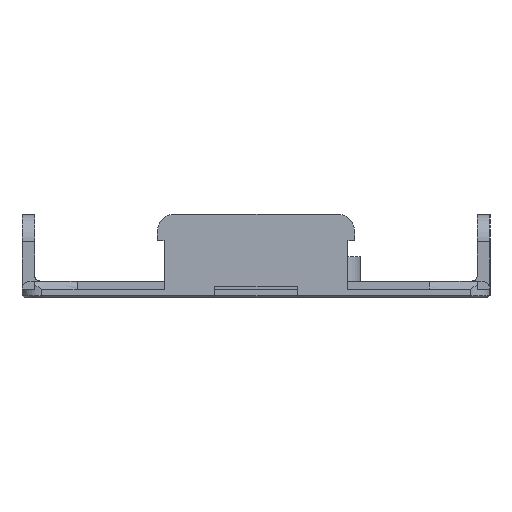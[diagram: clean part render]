
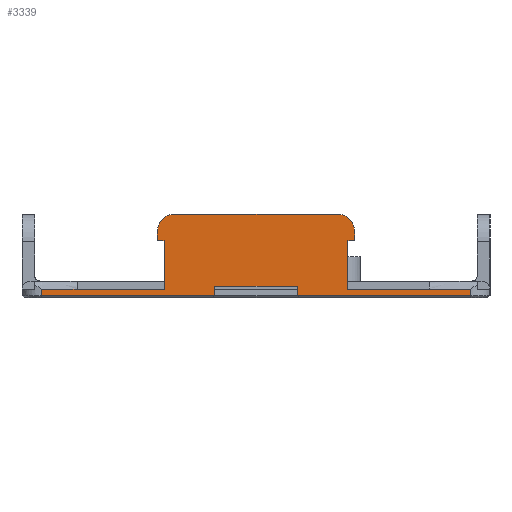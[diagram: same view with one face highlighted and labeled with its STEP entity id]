
A CAD part, left-side view. The second image highlights one B-rep face of the part: STEP entity #3339.
In plain terms, the highlighted planar face has unit normal (-1, 0, 0).
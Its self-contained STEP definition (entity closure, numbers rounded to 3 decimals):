
#95=CIRCLE('',#3530,3.);
#96=CIRCLE('',#3531,3.);
#157=LINE('',#4797,#516);
#161=LINE('',#4805,#520);
#216=LINE('',#5240,#575);
#247=LINE('',#5304,#606);
#328=LINE('',#5871,#687);
#329=LINE('',#5872,#688);
#330=LINE('',#5874,#689);
#331=LINE('',#5878,#690);
#332=LINE('',#5882,#691);
#333=LINE('',#5884,#692);
#334=LINE('',#5885,#693);
#335=LINE('',#5887,#694);
#336=LINE('',#5898,#695);
#337=LINE('',#5900,#696);
#338=LINE('',#5902,#697);
#339=LINE('',#5903,#698);
#516=VECTOR('',#3725,10.);
#520=VECTOR('',#3729,10.);
#575=VECTOR('',#3818,10.);
#606=VECTOR('',#3867,10.);
#687=VECTOR('',#4006,10.);
#688=VECTOR('',#4007,10.);
#689=VECTOR('',#4008,10.);
#690=VECTOR('',#4011,10.);
#691=VECTOR('',#4014,10.);
#692=VECTOR('',#4015,10.);
#693=VECTOR('',#4016,10.);
#694=VECTOR('',#4017,10.);
#695=VECTOR('',#4018,10.);
#696=VECTOR('',#4019,10.);
#697=VECTOR('',#4020,10.);
#698=VECTOR('',#4021,10.);
#869=PLANE('',#3529);
#1010=FACE_OUTER_BOUND('',#1204,.T.);
#1204=EDGE_LOOP('',(#2661,#2662,#2663,#2664,#2665,#2666,#2667,#2668,#2669,
#2670,#2671,#2672,#2673,#2674,#2675,#2676,#2677,#2678,#2679,#2680,#2681,
#2682));
#1412=B_SPLINE_CURVE_WITH_KNOTS('',3,(#5807,#5808,#5809,#5810),
 .UNSPECIFIED.,.F.,.F.,(4,4),(0.,0.746),
 .UNSPECIFIED.);
#1415=B_SPLINE_CURVE_WITH_KNOTS('',3,(#5851,#5852,#5853,#5854),
 .UNSPECIFIED.,.F.,.F.,(4,4),(-0.159,-0.04),
 .UNSPECIFIED.);
#1418=B_SPLINE_CURVE_WITH_KNOTS('',3,(#5889,#5890,#5891,#5892),
 .UNSPECIFIED.,.F.,.F.,(4,4),(0.,0.646),
 .UNSPECIFIED.);
#1419=B_SPLINE_CURVE_WITH_KNOTS('',3,(#5894,#5895,#5896,#5897),
 .UNSPECIFIED.,.F.,.F.,(4,4),(0.04,0.159),
 .UNSPECIFIED.);
#1494=VERTEX_POINT('',#4794);
#1495=VERTEX_POINT('',#4796);
#1498=VERTEX_POINT('',#4802);
#1499=VERTEX_POINT('',#4804);
#1567=VERTEX_POINT('',#5236);
#1568=VERTEX_POINT('',#5238);
#1591=VERTEX_POINT('',#5301);
#1592=VERTEX_POINT('',#5303);
#1689=VERTEX_POINT('',#5795);
#1690=VERTEX_POINT('',#5806);
#1693=VERTEX_POINT('',#5850);
#1694=VERTEX_POINT('',#5873);
#1695=VERTEX_POINT('',#5875);
#1696=VERTEX_POINT('',#5877);
#1697=VERTEX_POINT('',#5879);
#1698=VERTEX_POINT('',#5881);
#1699=VERTEX_POINT('',#5883);
#1700=VERTEX_POINT('',#5886);
#1701=VERTEX_POINT('',#5888);
#1702=VERTEX_POINT('',#5893);
#1703=VERTEX_POINT('',#5899);
#1704=VERTEX_POINT('',#5901);
#1823=EDGE_CURVE('',#1494,#1495,#157,.T.);
#1827=EDGE_CURVE('',#1498,#1499,#161,.T.);
#1913=EDGE_CURVE('',#1567,#1568,#216,.T.);
#1944=EDGE_CURVE('',#1592,#1591,#247,.T.);
#2064=EDGE_CURVE('',#1689,#1690,#1412,.T.);
#2069=EDGE_CURVE('',#1690,#1693,#1415,.T.);
#2072=EDGE_CURVE('',#1495,#1689,#328,.T.);
#2073=EDGE_CURVE('',#1494,#1567,#329,.T.);
#2074=EDGE_CURVE('',#1568,#1694,#330,.T.);
#2075=EDGE_CURVE('',#1695,#1694,#95,.T.);
#2076=EDGE_CURVE('',#1695,#1696,#331,.T.);
#2077=EDGE_CURVE('',#1697,#1696,#96,.T.);
#2078=EDGE_CURVE('',#1698,#1697,#332,.T.);
#2079=EDGE_CURVE('',#1698,#1699,#333,.T.);
#2080=EDGE_CURVE('',#1699,#1499,#334,.T.);
#2081=EDGE_CURVE('',#1498,#1700,#335,.T.);
#2082=EDGE_CURVE('',#1701,#1700,#1418,.T.);
#2083=EDGE_CURVE('',#1702,#1701,#1419,.T.);
#2084=EDGE_CURVE('',#1592,#1702,#336,.T.);
#2085=EDGE_CURVE('',#1591,#1703,#337,.T.);
#2086=EDGE_CURVE('',#1703,#1704,#338,.T.);
#2087=EDGE_CURVE('',#1693,#1704,#339,.T.);
#2661=ORIENTED_EDGE('',*,*,#2064,.F.);
#2662=ORIENTED_EDGE('',*,*,#2072,.F.);
#2663=ORIENTED_EDGE('',*,*,#1823,.F.);
#2664=ORIENTED_EDGE('',*,*,#2073,.T.);
#2665=ORIENTED_EDGE('',*,*,#1913,.T.);
#2666=ORIENTED_EDGE('',*,*,#2074,.T.);
#2667=ORIENTED_EDGE('',*,*,#2075,.F.);
#2668=ORIENTED_EDGE('',*,*,#2076,.T.);
#2669=ORIENTED_EDGE('',*,*,#2077,.F.);
#2670=ORIENTED_EDGE('',*,*,#2078,.F.);
#2671=ORIENTED_EDGE('',*,*,#2079,.T.);
#2672=ORIENTED_EDGE('',*,*,#2080,.T.);
#2673=ORIENTED_EDGE('',*,*,#1827,.F.);
#2674=ORIENTED_EDGE('',*,*,#2081,.T.);
#2675=ORIENTED_EDGE('',*,*,#2082,.F.);
#2676=ORIENTED_EDGE('',*,*,#2083,.F.);
#2677=ORIENTED_EDGE('',*,*,#2084,.F.);
#2678=ORIENTED_EDGE('',*,*,#1944,.T.);
#2679=ORIENTED_EDGE('',*,*,#2085,.T.);
#2680=ORIENTED_EDGE('',*,*,#2086,.T.);
#2681=ORIENTED_EDGE('',*,*,#2087,.F.);
#2682=ORIENTED_EDGE('',*,*,#2069,.F.);
#3339=ADVANCED_FACE('',(#1010),#869,.T.);
#3529=AXIS2_PLACEMENT_3D('',#5870,#4004,#4005);
#3530=AXIS2_PLACEMENT_3D('',#5876,#4009,#4010);
#3531=AXIS2_PLACEMENT_3D('',#5880,#4012,#4013);
#3725=DIRECTION('',(0.,-1.,0.));
#3729=DIRECTION('',(0.,-1.,0.));
#3818=DIRECTION('',(0.,-1.,0.));
#3867=DIRECTION('',(0.,0.,1.));
#4004=DIRECTION('center_axis',(-1.,0.,0.));
#4005=DIRECTION('ref_axis',(0.,-1.,0.));
#4006=DIRECTION('',(0.,0.,1.));
#4007=DIRECTION('',(0.,0.,1.));
#4008=DIRECTION('',(0.,0.,1.));
#4009=DIRECTION('center_axis',(1.,0.,0.));
#4010=DIRECTION('ref_axis',(0.,-0.707,0.707));
#4011=DIRECTION('',(0.,1.,0.));
#4012=DIRECTION('center_axis',(1.,0.,0.));
#4013=DIRECTION('ref_axis',(0.,0.707,0.707));
#4014=DIRECTION('',(0.,0.,1.));
#4015=DIRECTION('',(0.,-1.,0.));
#4016=DIRECTION('',(0.,0.,-1.));
#4017=DIRECTION('',(0.,0.,1.));
#4018=DIRECTION('',(0.,1.,0.));
#4019=DIRECTION('',(0.,-1.,0.));
#4020=DIRECTION('',(0.,0.,-1.));
#4021=DIRECTION('',(0.,1.,0.));
#4794=CARTESIAN_POINT('',(0.,25.8,1.5));
#4796=CARTESIAN_POINT('',(0.,11.,1.5));
#4797=CARTESIAN_POINT('',(0.,85.,1.5));
#4802=CARTESIAN_POINT('',(0.,75.,1.5));
#4804=CARTESIAN_POINT('',(0.,59.2,1.5));
#4805=CARTESIAN_POINT('',(0.,85.,1.5));
#5236=CARTESIAN_POINT('',(0.,25.8,10.4));
#5238=CARTESIAN_POINT('',(0.,24.6,10.4));
#5240=CARTESIAN_POINT('',(0.,55.4,10.4));
#5301=CARTESIAN_POINT('',(0.,50.,2.1));
#5303=CARTESIAN_POINT('',(0.,50.,0.4));
#5304=CARTESIAN_POINT('',(0.,50.,0.));
#5795=CARTESIAN_POINT('',(0.,11.,1.586));
#5806=CARTESIAN_POINT('',(0.,3.536,1.586));
#5807=CARTESIAN_POINT('Ctrl Pts',(0.,11.,1.586));
#5808=CARTESIAN_POINT('Ctrl Pts',(0.,8.512,1.586));
#5809=CARTESIAN_POINT('Ctrl Pts',(0.,6.024,1.586));
#5810=CARTESIAN_POINT('Ctrl Pts',(0.,3.536,1.586));
#5850=CARTESIAN_POINT('',(0.,3.536,0.4));
#5851=CARTESIAN_POINT('Ctrl Pts',(0.,3.536,1.586));
#5852=CARTESIAN_POINT('Ctrl Pts',(0.,3.536,1.191));
#5853=CARTESIAN_POINT('Ctrl Pts',(0.,3.536,0.795));
#5854=CARTESIAN_POINT('Ctrl Pts',(0.,3.536,0.4));
#5870=CARTESIAN_POINT('Origin',(0.,85.,0.));
#5871=CARTESIAN_POINT('',(0.,11.,1.5));
#5872=CARTESIAN_POINT('',(0.,25.8,0.75));
#5873=CARTESIAN_POINT('',(0.,24.6,12.2));
#5874=CARTESIAN_POINT('',(0.,24.6,1.5));
#5875=CARTESIAN_POINT('',(0.,27.6,15.2));
#5876=CARTESIAN_POINT('Origin',(0.,27.6,12.2));
#5877=CARTESIAN_POINT('',(0.,57.4,15.2));
#5878=CARTESIAN_POINT('',(0.,24.6,15.2));
#5879=CARTESIAN_POINT('',(0.,60.4,12.2));
#5880=CARTESIAN_POINT('Origin',(0.,57.4,12.2));
#5881=CARTESIAN_POINT('',(0.,60.4,10.4));
#5882=CARTESIAN_POINT('',(0.,60.4,1.5));
#5883=CARTESIAN_POINT('',(0.,59.2,10.4));
#5884=CARTESIAN_POINT('',(0.,72.7,10.4));
#5885=CARTESIAN_POINT('',(0.,59.2,5.2));
#5886=CARTESIAN_POINT('',(0.,75.,1.586));
#5887=CARTESIAN_POINT('',(0.,75.,1.5));
#5888=CARTESIAN_POINT('',(0.,81.464,1.586));
#5889=CARTESIAN_POINT('Ctrl Pts',(0.,81.464,1.586));
#5890=CARTESIAN_POINT('Ctrl Pts',(0.,79.31,1.586));
#5891=CARTESIAN_POINT('Ctrl Pts',(0.,77.155,1.586));
#5892=CARTESIAN_POINT('Ctrl Pts',(0.,75.,1.586));
#5893=CARTESIAN_POINT('',(0.,81.464,0.4));
#5894=CARTESIAN_POINT('Ctrl Pts',(0.,81.464,0.4));
#5895=CARTESIAN_POINT('Ctrl Pts',(0.,81.464,0.795));
#5896=CARTESIAN_POINT('Ctrl Pts',(0.,81.464,1.191));
#5897=CARTESIAN_POINT('Ctrl Pts',(0.,81.464,1.586));
#5898=CARTESIAN_POINT('',(0.,63.75,0.4));
#5899=CARTESIAN_POINT('',(0.,35.,2.1));
#5900=CARTESIAN_POINT('',(0.,63.75,2.1));
#5901=CARTESIAN_POINT('',(0.,35.,0.4));
#5902=CARTESIAN_POINT('',(0.,35.,0.));
#5903=CARTESIAN_POINT('',(0.,63.75,0.4));
